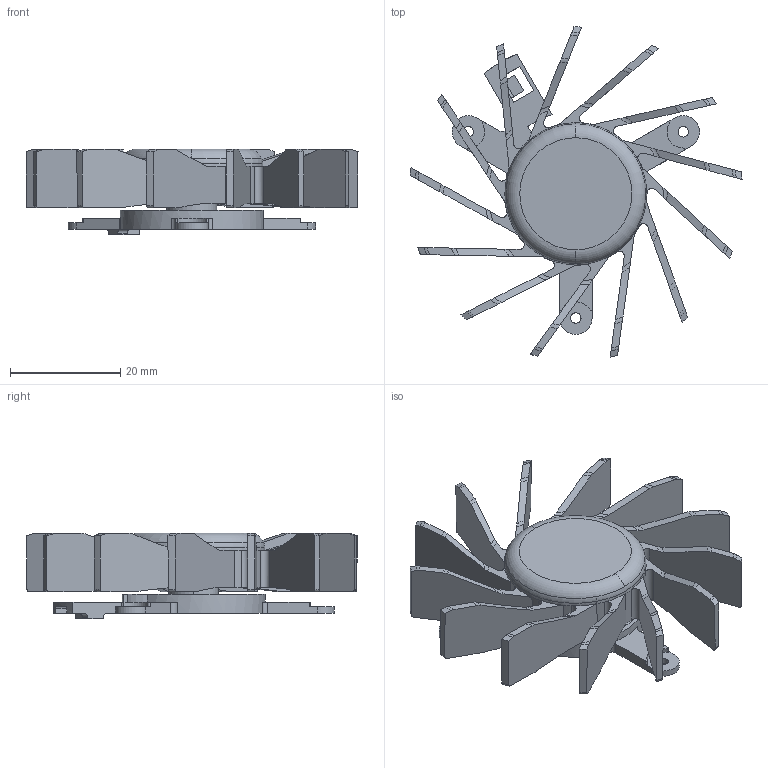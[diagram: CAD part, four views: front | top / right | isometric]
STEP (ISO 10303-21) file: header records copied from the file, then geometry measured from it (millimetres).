
FILE_DESCRIPTION((''),'2;1');
FILE_NAME('PRT0060','2019-04-30T',('Administrator'),(''),'PRO/ENGINEER BY PARAMETRIC TECHNOLOGY CORPORATION, 2010280','PRO/ENGINEER BY PARAMETRIC TECHNOLOGY CORPORATION, 2010280','');
FILE_SCHEMA(('CONFIG_CONTROL_DESIGN'));
Length unit declared in the file: millimetre
Products named in the file (1): PRT0060
Bounding box: 60.21 x 59.85 x 15.5 mm (x, y, z)
Volume: 5885.2 mm3; surface area: 10788.5 mm2
Topology: 2 solids, 2 shells, 371 faces, 1121 edges, 762 vertices
Faces by surface type: plane 128, cylinder 91, torus 90, cone 62
Entity records: 13825 total; most frequent: CARTESIAN_POINT 3947, ORIENTED_EDGE 2242, DIRECTION 1916, EDGE_CURVE 1121, AXIS2_PLACEMENT_3D 792, VERTEX_POINT 762, CIRCLE 421, EDGE_LOOP 401
